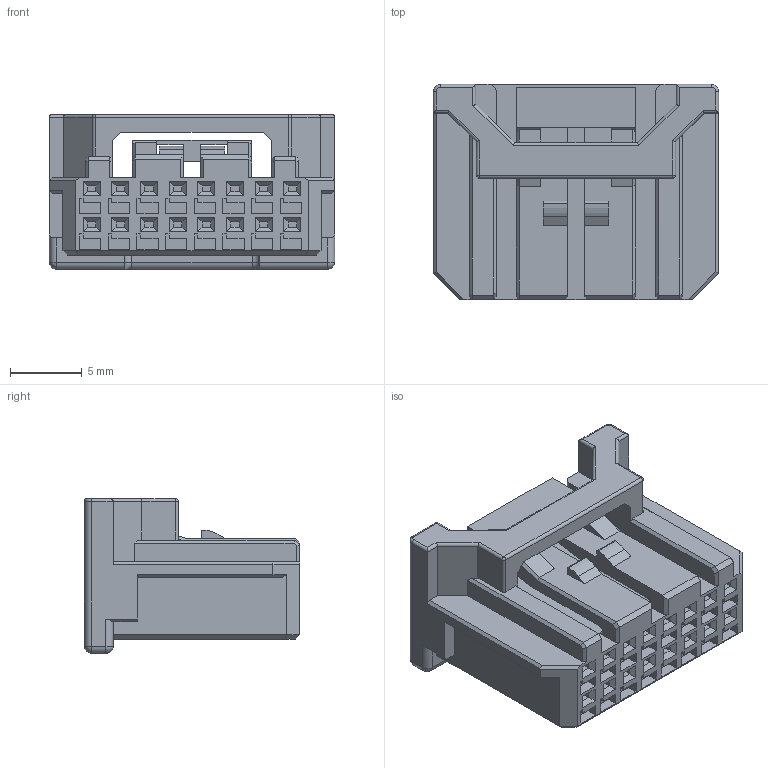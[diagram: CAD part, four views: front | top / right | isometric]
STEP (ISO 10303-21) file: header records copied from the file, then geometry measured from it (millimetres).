
FILE_DESCRIPTION( ('This file contains a STEP AP42 implementation' ,'as created by ZW3D STEP Interface translator.') ,'2;1' );
FILE_NAME( '72025-2FC016AN00BA1W.step' ,'23 4 3.17 7 6', (''), ('ZWCAD Software Co.'), 'Version 1.0', 'ZW3D to STEP translator', '' );
FILE_SCHEMA(('CONFIG_CONTROL_DESIGN'));
Length unit declared in the file: millimetre
Products named in the file (1): 0
Bounding box: 19.9 x 15 x 10.8 mm (x, y, z)
Volume: 1758.5 mm3; surface area: 2016.8 mm2
Topology: 1 solids, 1 shells, 937 faces, 2450 edges, 1583 vertices
Faces by surface type: plane 799, cylinder 67, bspline 61, sphere 6, torus 4
Full cylindrical faces by diameter (mm): 0.4 x2, 3 x1
Entity records: 28502 total; most frequent: CARTESIAN_POINT 5852, ORIENTED_EDGE 4900, DIRECTION 4162, EDGE_CURVE 2450, VECTOR 2188, LINE 2188, VERTEX_POINT 1583, EDGE_LOOP 1021
